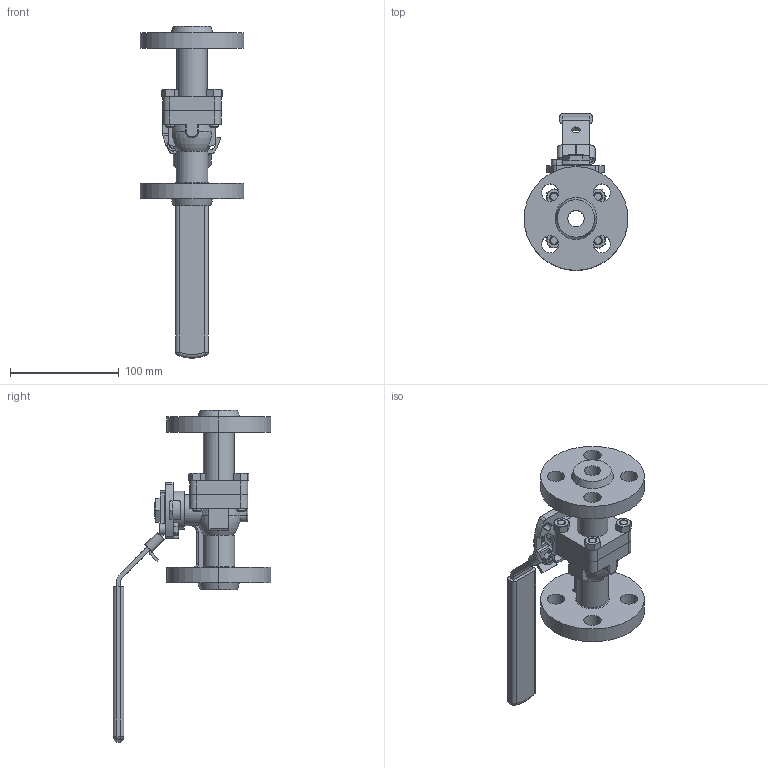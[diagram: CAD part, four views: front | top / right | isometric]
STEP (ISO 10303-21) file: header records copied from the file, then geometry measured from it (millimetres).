
FILE_DESCRIPTION (( 'STEP AP214' ), '1' );
FILE_NAME ('FD9-F6-0050-CXX.step', '2019-11-11T14:24:30', ( '' ), ( '' ), 'SwSTEP 2.0', 'SolidWorks 2019', '' );
FILE_SCHEMA (( 'AUTOMOTIVE_DESIGN' ));
Length unit declared in the file: inch
Products named in the file (2): FD9-F6-0050-CXX
Bounding box: 95.25 x 144.39 x 305.01 mm (x, y, z)
Surface area: 100510.8 mm2 (no closed solid volume)
Topology: 0 solids, 20 shells, 378 faces, 1034 edges, 668 vertices
Faces by surface type: plane 173, cylinder 109, cone 77, torus 13, sphere 4, bspline 2
Entity records: 17825 total; most frequent: CARTESIAN_POINT 3388, DIRECTION 2016, ORIENTED_EDGE 1837, EDGE_CURVE 1028, AXIS2_PLACEMENT_3D 757, VERTEX_POINT 668, LINE 502, VECTOR 502
